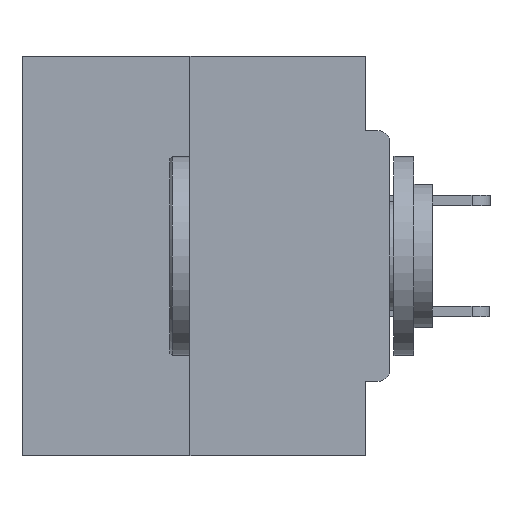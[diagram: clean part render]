
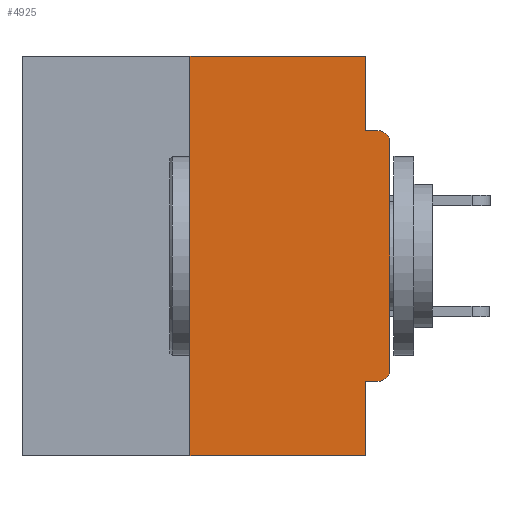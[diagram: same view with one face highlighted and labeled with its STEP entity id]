
A CAD part, left-side view. The second image highlights one B-rep face of the part: STEP entity #4925.
In plain terms, the highlighted planar face has unit normal (-1, 0, 0).
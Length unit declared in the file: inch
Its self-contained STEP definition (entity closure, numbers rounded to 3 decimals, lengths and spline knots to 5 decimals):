
#671 = DIRECTION ( 'NONE',  ( 0., 0., -1. ) ) ;
#2710 = DIRECTION ( 'NONE',  ( 0., -1., 0. ) ) ;
#3262 = VERTEX_POINT ( 'NONE', #22285 ) ;
#3828 = VECTOR ( 'NONE', #6539, 39.37008 ) ;
#4166 = VECTOR ( 'NONE', #30535, 39.37008 ) ;
#4398 = CARTESIAN_POINT ( 'NONE',  ( 0., 0., -0.4065 ) ) ;
#4925 = ADVANCED_FACE ( 'NONE', ( #7654 ), #11875, .F. ) ;
#5136 = ORIENTED_EDGE ( 'NONE', *, *, #8004, .F. ) ;
#5369 = CARTESIAN_POINT ( 'NONE',  ( 0., 0.031, 0. ) ) ;
#5599 = VECTOR ( 'NONE', #2710, 39.37008 ) ;
#5641 = VERTEX_POINT ( 'NONE', #34541 ) ;
#6539 = DIRECTION ( 'NONE',  ( 0., -1., 0. ) ) ;
#7235 = VERTEX_POINT ( 'NONE', #32879 ) ;
#7654 = FACE_OUTER_BOUND ( 'NONE', #17178, .T. ) ;
#7820 = DIRECTION ( 'NONE',  ( 0., 0., 1. ) ) ;
#8004 = EDGE_CURVE ( 'NONE', #17164, #26876, #37101, .T. ) ;
#8200 = LINE ( 'NONE', #18941, #19685 ) ;
#8336 = VECTOR ( 'NONE', #9983, 39.37008 ) ;
#8770 = EDGE_CURVE ( 'NONE', #5641, #26538, #15099, .T. ) ;
#9005 = ORIENTED_EDGE ( 'NONE', *, *, #17256, .T. ) ;
#9215 = CARTESIAN_POINT ( 'NONE',  ( 0., 0., 0. ) ) ;
#9983 = DIRECTION ( 'NONE',  ( 0., 0., 1. ) ) ;
#10054 = CARTESIAN_POINT ( 'NONE',  ( 0., 0.46, 0. ) ) ;
#10780 = VECTOR ( 'NONE', #40075, 39.37008 ) ;
#11875 = PLANE ( 'NONE',  #12199 ) ;
#11963 = EDGE_CURVE ( 'NONE', #3262, #7235, #33437, .T. ) ;
#12169 = LINE ( 'NONE', #25447, #30241 ) ;
#12199 = AXIS2_PLACEMENT_3D ( 'NONE', #18899, #36408, #22454 ) ;
#12749 = CARTESIAN_POINT ( 'NONE',  ( 0., 0.015, -0.0935 ) ) ;
#13033 = EDGE_CURVE ( 'NONE', #33627, #26538, #8200, .T. ) ;
#13306 = CARTESIAN_POINT ( 'NONE',  ( 0., 0.015, -0.3915 ) ) ;
#14702 = ORIENTED_EDGE ( 'NONE', *, *, #40753, .F. ) ;
#15099 = CIRCLE ( 'NONE', #43452, 0.015 ) ;
#16011 = VERTEX_POINT ( 'NONE', #40293 ) ;
#17164 = VERTEX_POINT ( 'NONE', #29325 ) ;
#17178 = EDGE_LOOP ( 'NONE', ( #14702, #37512, #22457, #5136, #40300, #34527, #9005, #41191, #43149, #31927 ) ) ;
#17256 = EDGE_CURVE ( 'NONE', #7235, #5641, #43469, .T. ) ;
#17488 = CARTESIAN_POINT ( 'NONE',  ( 0., 0.031, 0. ) ) ;
#17525 = EDGE_CURVE ( 'NONE', #22405, #16011, #12169, .T. ) ;
#18899 = CARTESIAN_POINT ( 'NONE',  ( 0., 0.46, 0. ) ) ;
#18941 = CARTESIAN_POINT ( 'NONE',  ( 0., 0., -0.0935 ) ) ;
#19080 = AXIS2_PLACEMENT_3D ( 'NONE', #13306, #23734, #30663 ) ;
#19685 = VECTOR ( 'NONE', #22642, 39.37008 ) ;
#20138 = LINE ( 'NONE', #5369, #10780 ) ;
#21635 = DIRECTION ( 'NONE',  ( -1., 0., 0. ) ) ;
#22285 = CARTESIAN_POINT ( 'NONE',  ( 0., 0.015, -0.4065 ) ) ;
#22405 = VERTEX_POINT ( 'NONE', #41235 ) ;
#22454 = DIRECTION ( 'NONE',  ( 0., 0., -1. ) ) ;
#22457 = ORIENTED_EDGE ( 'NONE', *, *, #42006, .T. ) ;
#22642 = DIRECTION ( 'NONE',  ( 0., -1., 0. ) ) ;
#23734 = DIRECTION ( 'NONE',  ( -1., 0., 0. ) ) ;
#23905 = CARTESIAN_POINT ( 'NONE',  ( 0., 0.031, -0.5 ) ) ;
#24379 = EDGE_CURVE ( 'NONE', #3262, #17164, #40649, .T. ) ;
#25447 = CARTESIAN_POINT ( 'NONE',  ( 0., 0.25, 0. ) ) ;
#26538 = VERTEX_POINT ( 'NONE', #12749 ) ;
#26876 = VERTEX_POINT ( 'NONE', #43554 ) ;
#29263 = DIRECTION ( 'NONE',  ( 0., 1., 0. ) ) ;
#29325 = CARTESIAN_POINT ( 'NONE',  ( 0., 0.031, -0.4065 ) ) ;
#29544 = CARTESIAN_POINT ( 'NONE',  ( 0., 0.031, -0.0935 ) ) ;
#30196 = LINE ( 'NONE', #37978, #3828 ) ;
#30241 = VECTOR ( 'NONE', #7820, 39.37008 ) ;
#30535 = DIRECTION ( 'NONE',  ( 0., 0., -1. ) ) ;
#30663 = DIRECTION ( 'NONE',  ( 0., 0., -1. ) ) ;
#31690 = VERTEX_POINT ( 'NONE', #17488 ) ;
#31927 = ORIENTED_EDGE ( 'NONE', *, *, #32814, .F. ) ;
#32574 = CARTESIAN_POINT ( 'NONE',  ( 0., 0.015, -0.1085 ) ) ;
#32814 = EDGE_CURVE ( 'NONE', #31690, #33627, #20138, .T. ) ;
#32879 = CARTESIAN_POINT ( 'NONE',  ( 0., 0., -0.3915 ) ) ;
#33437 = CIRCLE ( 'NONE', #19080, 0.015 ) ;
#33627 = VERTEX_POINT ( 'NONE', #29544 ) ;
#34527 = ORIENTED_EDGE ( 'NONE', *, *, #11963, .T. ) ;
#34541 = CARTESIAN_POINT ( 'NONE',  ( 0., 0., -0.1085 ) ) ;
#36408 = DIRECTION ( 'NONE',  ( 1., 0., 0. ) ) ;
#37101 = LINE ( 'NONE', #23905, #4166 ) ;
#37512 = ORIENTED_EDGE ( 'NONE', *, *, #17525, .F. ) ;
#37978 = CARTESIAN_POINT ( 'NONE',  ( 0., 0.46, -0.5 ) ) ;
#40075 = DIRECTION ( 'NONE',  ( 0., 0., -1. ) ) ;
#40293 = CARTESIAN_POINT ( 'NONE',  ( 0., 0.25, 0. ) ) ;
#40300 = ORIENTED_EDGE ( 'NONE', *, *, #24379, .F. ) ;
#40649 = LINE ( 'NONE', #4398, #42856 ) ;
#40753 = EDGE_CURVE ( 'NONE', #16011, #31690, #41854, .T. ) ;
#41191 = ORIENTED_EDGE ( 'NONE', *, *, #8770, .T. ) ;
#41235 = CARTESIAN_POINT ( 'NONE',  ( 0., 0.25, -0.5 ) ) ;
#41854 = LINE ( 'NONE', #10054, #5599 ) ;
#42006 = EDGE_CURVE ( 'NONE', #22405, #26876, #30196, .T. ) ;
#42856 = VECTOR ( 'NONE', #29263, 39.37008 ) ;
#43149 = ORIENTED_EDGE ( 'NONE', *, *, #13033, .F. ) ;
#43452 = AXIS2_PLACEMENT_3D ( 'NONE', #32574, #21635, #671 ) ;
#43469 = LINE ( 'NONE', #9215, #8336 ) ;
#43554 = CARTESIAN_POINT ( 'NONE',  ( 0., 0.031, -0.5 ) ) ;
